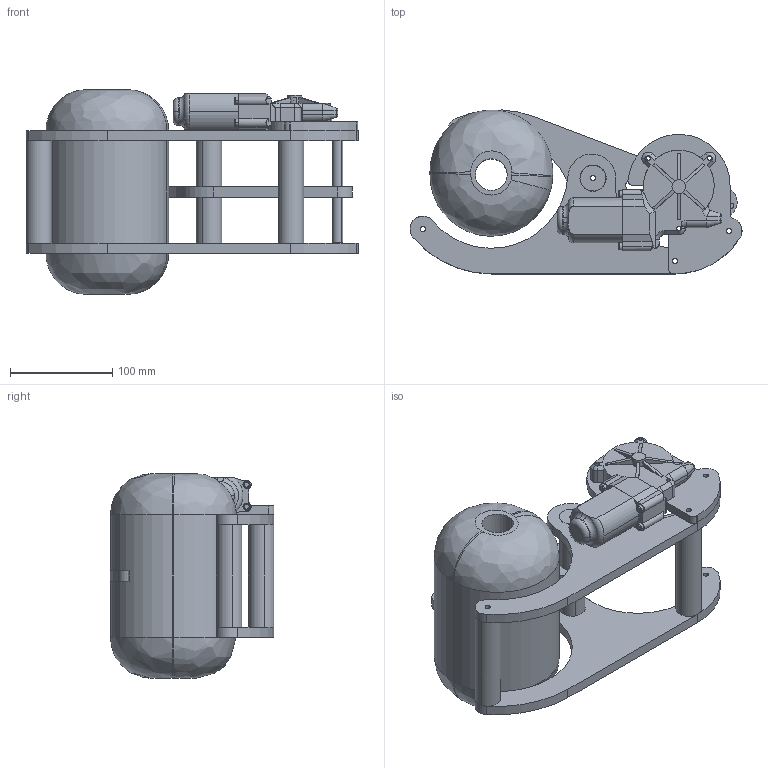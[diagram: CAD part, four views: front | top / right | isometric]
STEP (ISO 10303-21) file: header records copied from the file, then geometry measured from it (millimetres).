
FILE_DESCRIPTION (( 'STEP AP214' ), '1' );
FILE_NAME ('DIY Respirator.STEP', '2020-03-20T12:10:56', ( '' ), ( '' ), 'SwSTEP 2.0', 'SolidWorks 2018', '' );
FILE_SCHEMA (( 'AUTOMOTIVE_DESIGN' ));
Length unit declared in the file: millimetre
Products named in the file (11): Moving_arm; base_plate; bvm bag; pignon_mot; link_25x120; mot; link_5x100; DIY Respirator; link_25x100; Motor_support_windows_lift; Motor_head
Assembly tree (12 placements, depth 2):
  DIY Respirator
    base_plate  x2
    link_25x100  x2
    link_25x120
    pignon_mot
    bvm bag
    mot
    Motor_support_windows_lift
    Moving_arm
    Motor_head
    link_5x100
Bounding box: 324.47 x 160.27 x 200 mm (x, y, z)
Volume: 2802333 mm3; surface area: 310410.8 mm2
Topology: 12 solids, 12 shells, 420 faces, 1046 edges, 650 vertices
Faces by surface type: cylinder 202, plane 111, torus 47, bspline 29, cone 16, sphere 15
Entity records: 15999 total; most frequent: CARTESIAN_POINT 5612, DIRECTION 2104, ORIENTED_EDGE 1922, EDGE_CURVE 961, AXIS2_PLACEMENT_3D 869, VERTEX_POINT 598, CIRCLE 490, EDGE_LOOP 453
